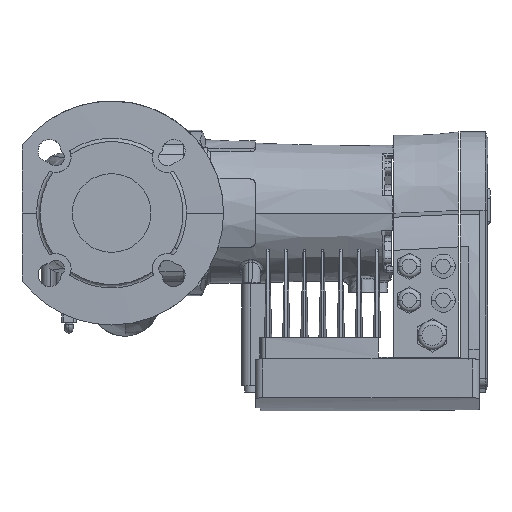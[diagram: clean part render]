
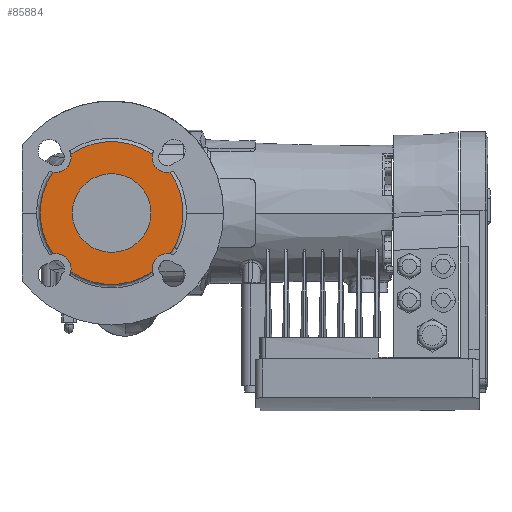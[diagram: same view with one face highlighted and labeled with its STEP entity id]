
A CAD part, front view. The second image highlights one B-rep face of the part: STEP entity #85884.
In plain terms, the highlighted planar face has unit normal (0, -1, 0).
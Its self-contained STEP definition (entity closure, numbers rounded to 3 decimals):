
#11429 = AXIS2_PLACEMENT_3D ( 'NONE', #60545, #60547, #60549 ) ;
#12376 = CARTESIAN_POINT ( 'NONE',  ( -68.362, -170., -33.462 ) ) ;
#12443 = CARTESIAN_POINT ( 'NONE',  ( 23.562, -170., -33.462 ) ) ;
#12459 = CARTESIAN_POINT ( 'NONE',  ( -56.107, -170., -48.424 ) ) ;
#12467 = CARTESIAN_POINT ( 'NONE',  ( -22.4, -170., 32.5 ) ) ;
#12468 = CARTESIAN_POINT ( 'NONE',  ( -22.4, -170., -32.5 ) ) ;
#12647 = CARTESIAN_POINT ( 'NONE',  ( 11.307, -170., -48.424 ) ) ;
#13115 = CARTESIAN_POINT ( 'NONE',  ( 29.377, -170., -28.286 ) ) ;
#21030 = CARTESIAN_POINT ( 'NONE',  ( 11.307, -170., 48.424 ) ) ;
#21059 = CARTESIAN_POINT ( 'NONE',  ( -70.824, -170., 33.707 ) ) ;
#21095 = CARTESIAN_POINT ( 'NONE',  ( 26.024, -170., 33.707 ) ) ;
#21105 = CARTESIAN_POINT ( 'NONE',  ( -56.107, -170., 48.424 ) ) ;
#21463 = CARTESIAN_POINT ( 'NONE',  ( 26.024, -170., -33.707 ) ) ;
#22105 = CARTESIAN_POINT ( 'NONE',  ( -70.824, -170., -33.707 ) ) ;
#34262 = ORIENTED_EDGE ( 'NONE', *, *, #53016, .T. ) ;
#34264 = ORIENTED_EDGE ( 'NONE', *, *, #52977, .T. ) ;
#34276 = ORIENTED_EDGE ( 'NONE', *, *, #52999, .T. ) ;
#34280 = ORIENTED_EDGE ( 'NONE', *, *, #52558, .T. ) ;
#34284 = ORIENTED_EDGE ( 'NONE', *, *, #52831, .T. ) ;
#34288 = ORIENTED_EDGE ( 'NONE', *, *, #53031, .T. ) ;
#34294 = ORIENTED_EDGE ( 'NONE', *, *, #53004, .T. ) ;
#34304 = ORIENTED_EDGE ( 'NONE', *, *, #52347, .T. ) ;
#34308 = ORIENTED_EDGE ( 'NONE', *, *, #52975, .T. ) ;
#34314 = ORIENTED_EDGE ( 'NONE', *, *, #52556, .T. ) ;
#34318 = ORIENTED_EDGE ( 'NONE', *, *, #52578, .F. ) ;
#34324 = ORIENTED_EDGE ( 'NONE', *, *, #51901, .F. ) ;
#34328 = ORIENTED_EDGE ( 'NONE', *, *, #52539, .T. ) ;
#36066 = VERTEX_POINT ( 'NONE', #21030 ) ;
#36107 = VERTEX_POINT ( 'NONE', #21059 ) ;
#36151 = VERTEX_POINT ( 'NONE', #21095 ) ;
#36157 = VERTEX_POINT ( 'NONE', #21105 ) ;
#36831 = VERTEX_POINT ( 'NONE', #21463 ) ;
#37921 = VERTEX_POINT ( 'NONE', #22105 ) ;
#41807 = VERTEX_POINT ( 'NONE', #12376 ) ;
#41916 = VERTEX_POINT ( 'NONE', #12443 ) ;
#41944 = VERTEX_POINT ( 'NONE', #12459 ) ;
#41959 = VERTEX_POINT ( 'NONE', #12467 ) ;
#41962 = VERTEX_POINT ( 'NONE', #12468 ) ;
#42272 = VERTEX_POINT ( 'NONE', #12647 ) ;
#42734 = VERTEX_POINT ( 'NONE', #13115 ) ;
#42899 = EDGE_LOOP ( 'NONE', ( #34318, #34324 ) ) ;
#42903 = EDGE_LOOP ( 'NONE', ( #34328, #34308, #34314, #34304, #34284, #34288, #34294, #34280, #34276, #34262, #34264 ) ) ;
#51901 = EDGE_CURVE ( 'NONE', #41959, #41962, #65079, .T. ) ;
#52347 = EDGE_CURVE ( 'NONE', #36831, #42734, #64913, .T. ) ;
#52539 = EDGE_CURVE ( 'NONE', #41944, #42272, #64869, .T. ) ;
#52556 = EDGE_CURVE ( 'NONE', #41916, #36831, #64851, .T. ) ;
#52558 = EDGE_CURVE ( 'NONE', #36157, #36107, #64847, .T. ) ;
#52578 = EDGE_CURVE ( 'NONE', #41962, #41959, #64839, .T. ) ;
#52831 = EDGE_CURVE ( 'NONE', #42734, #36151, #64773, .T. ) ;
#52975 = EDGE_CURVE ( 'NONE', #42272, #41916, #64741, .T. ) ;
#52977 = EDGE_CURVE ( 'NONE', #41807, #41944, #64743, .T. ) ;
#52999 = EDGE_CURVE ( 'NONE', #36107, #37921, #64729, .T. ) ;
#53004 = EDGE_CURVE ( 'NONE', #36066, #36157, #64727, .T. ) ;
#53016 = EDGE_CURVE ( 'NONE', #37921, #41807, #64721, .T. ) ;
#53031 = EDGE_CURVE ( 'NONE', #36151, #36066, #64718, .T. ) ;
#60506 = FACE_BOUND ( 'NONE', #42899, .T. ) ;
#60511 = FACE_OUTER_BOUND ( 'NONE', #42903, .T. ) ;
#60515 = PLANE ( 'NONE',  #11429 ) ;
#60545 = CARTESIAN_POINT ( 'NONE',  ( 57.6, -170., 0. ) ) ;
#60547 = DIRECTION ( 'NONE',  ( 0., 1., 0. ) ) ;
#60549 = DIRECTION ( 'NONE',  ( 0., 0., 1. ) ) ;
#64704 = AXIS2_PLACEMENT_3D ( 'NONE', #91715, #91717, #91719 ) ;
#64717 = AXIS2_PLACEMENT_3D ( 'NONE', #91556, #91559, #91561 ) ;
#64718 = CIRCLE ( 'NONE', #64704, 12.5 ) ;
#64721 = CIRCLE ( 'NONE', #64717, 12.5 ) ;
#64723 = AXIS2_PLACEMENT_3D ( 'NONE', #91442, #91445, #91447 ) ;
#64727 = CIRCLE ( 'NONE', #64723, 59. ) ;
#64728 = AXIS2_PLACEMENT_3D ( 'NONE', #91371, #91373, #91376 ) ;
#64729 = CIRCLE ( 'NONE', #64728, 59. ) ;
#64738 = AXIS2_PLACEMENT_3D ( 'NONE', #91260, #91261, #91263 ) ;
#64740 = AXIS2_PLACEMENT_3D ( 'NONE', #91253, #91255, #91256 ) ;
#64741 = CIRCLE ( 'NONE', #64740, 12.5 ) ;
#64743 = CIRCLE ( 'NONE', #64738, 12.5 ) ;
#64769 = AXIS2_PLACEMENT_3D ( 'NONE', #90258, #90260, #90262 ) ;
#64773 = CIRCLE ( 'NONE', #64769, 59. ) ;
#64838 = AXIS2_PLACEMENT_3D ( 'NONE', #70675, #70676, #70677 ) ;
#64839 = CIRCLE ( 'NONE', #64838, 32.5 ) ;
#64844 = AXIS2_PLACEMENT_3D ( 'NONE', #70593, #70594, #70595 ) ;
#64846 = AXIS2_PLACEMENT_3D ( 'NONE', #70588, #70589, #70590 ) ;
#64847 = CIRCLE ( 'NONE', #64844, 12.5 ) ;
#64851 = CIRCLE ( 'NONE', #64846, 12.5 ) ;
#64852 = AXIS2_PLACEMENT_3D ( 'NONE', #70531, #70532, #70533 ) ;
#64869 = CIRCLE ( 'NONE', #64852, 59. ) ;
#64910 = AXIS2_PLACEMENT_3D ( 'NONE', #100171, #100172, #100173 ) ;
#64913 = CIRCLE ( 'NONE', #64910, 59. ) ;
#65063 = AXIS2_PLACEMENT_3D ( 'NONE', #73915, #73916, #73917 ) ;
#65079 = CIRCLE ( 'NONE', #65063, 32.5 ) ;
#70531 = CARTESIAN_POINT ( 'NONE',  ( -22.4, -170., 0. ) ) ;
#70532 = DIRECTION ( 'NONE',  ( 0., -1., 0. ) ) ;
#70533 = DIRECTION ( 'NONE',  ( 0., 0., -1. ) ) ;
#70588 = CARTESIAN_POINT ( 'NONE',  ( 23.562, -170., -45.962 ) ) ;
#70589 = DIRECTION ( 'NONE',  ( 0., 1., 0. ) ) ;
#70590 = DIRECTION ( 'NONE',  ( 0., 0., 1. ) ) ;
#70593 = CARTESIAN_POINT ( 'NONE',  ( -68.362, -170., 45.962 ) ) ;
#70594 = DIRECTION ( 'NONE',  ( 0., 1., 0. ) ) ;
#70595 = DIRECTION ( 'NONE',  ( 0., 0., 1. ) ) ;
#70675 = CARTESIAN_POINT ( 'NONE',  ( -22.4, -170., 0. ) ) ;
#70676 = DIRECTION ( 'NONE',  ( 0., -1., 0. ) ) ;
#70677 = DIRECTION ( 'NONE',  ( 0., 0., -1. ) ) ;
#73915 = CARTESIAN_POINT ( 'NONE',  ( -22.4, -170., 0. ) ) ;
#73916 = DIRECTION ( 'NONE',  ( 0., -1., 0. ) ) ;
#73917 = DIRECTION ( 'NONE',  ( 0., 0., -1. ) ) ;
#85884 = ADVANCED_FACE ( 'NONE', ( #60506, #60511 ), #60515, .F. ) ;
#90258 = CARTESIAN_POINT ( 'NONE',  ( -22.4, -170., 0. ) ) ;
#90260 = DIRECTION ( 'NONE',  ( 0., -1., 0. ) ) ;
#90262 = DIRECTION ( 'NONE',  ( 0., 0., -1. ) ) ;
#91253 = CARTESIAN_POINT ( 'NONE',  ( 23.562, -170., -45.962 ) ) ;
#91255 = DIRECTION ( 'NONE',  ( 0., 1., 0. ) ) ;
#91256 = DIRECTION ( 'NONE',  ( 0., 0., 1. ) ) ;
#91260 = CARTESIAN_POINT ( 'NONE',  ( -68.362, -170., -45.962 ) ) ;
#91261 = DIRECTION ( 'NONE',  ( 0., 1., 0. ) ) ;
#91263 = DIRECTION ( 'NONE',  ( 0., 0., 1. ) ) ;
#91371 = CARTESIAN_POINT ( 'NONE',  ( -22.4, -170., 0. ) ) ;
#91373 = DIRECTION ( 'NONE',  ( 0., -1., 0. ) ) ;
#91376 = DIRECTION ( 'NONE',  ( 0., 0., -1. ) ) ;
#91442 = CARTESIAN_POINT ( 'NONE',  ( -22.4, -170., 0. ) ) ;
#91445 = DIRECTION ( 'NONE',  ( 0., -1., 0. ) ) ;
#91447 = DIRECTION ( 'NONE',  ( 0., 0., -1. ) ) ;
#91556 = CARTESIAN_POINT ( 'NONE',  ( -68.362, -170., -45.962 ) ) ;
#91559 = DIRECTION ( 'NONE',  ( 0., 1., 0. ) ) ;
#91561 = DIRECTION ( 'NONE',  ( 0., 0., 1. ) ) ;
#91715 = CARTESIAN_POINT ( 'NONE',  ( 23.562, -170., 45.962 ) ) ;
#91717 = DIRECTION ( 'NONE',  ( 0., 1., 0. ) ) ;
#91719 = DIRECTION ( 'NONE',  ( 0., 0., 1. ) ) ;
#100171 = CARTESIAN_POINT ( 'NONE',  ( -22.4, -170., 0. ) ) ;
#100172 = DIRECTION ( 'NONE',  ( 0., -1., 0. ) ) ;
#100173 = DIRECTION ( 'NONE',  ( 0., 0., -1. ) ) ;
